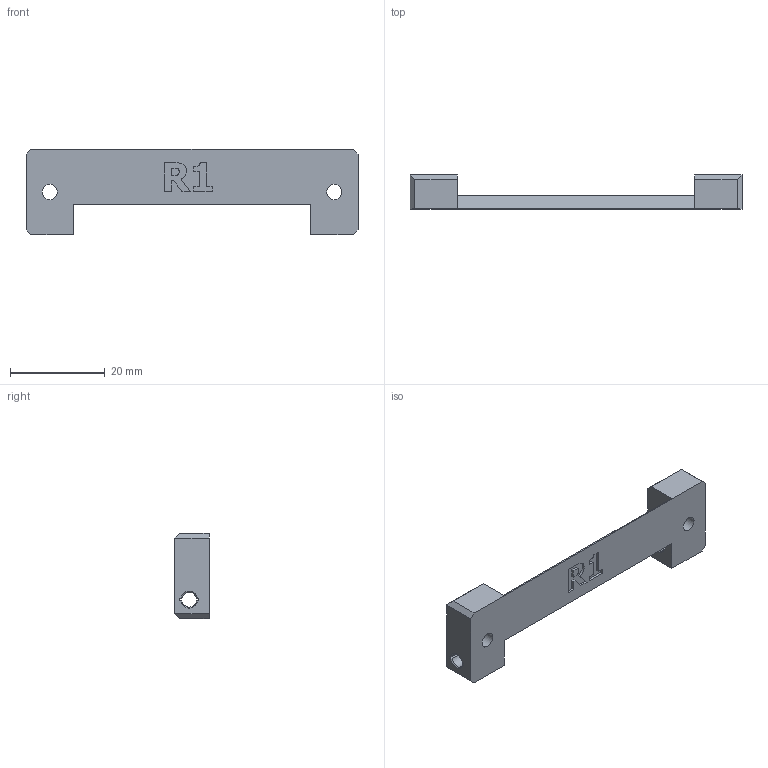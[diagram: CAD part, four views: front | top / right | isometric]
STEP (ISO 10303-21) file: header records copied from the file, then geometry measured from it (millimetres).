
FILE_DESCRIPTION(/* description */ (''),/* implementation_level */ '2;1');
FILE_NAME(/* name */ 'enclosure_hinge-R1.stp',/* time_stamp */ '2023-07-03T09:36:45+02:00',/* author */ ('borek.rajtora'),/* organization */ (''),/* preprocessor_version */ 'ST-DEVELOPER v19',/* originating_system */ 'Autodesk Inventor 2023',/* authorisation */ '');
FILE_SCHEMA (('AUTOMOTIVE_DESIGN { 1 0 10303 214 3 1 1 }'));
Length unit declared in the file: millimetre
Products named in the file (1): enclosure_hinge_test
Bounding box: 70 x 7.2 x 18 mm (x, y, z)
Volume: 3457.9 mm3; surface area: 3115.6 mm2
Topology: 1 solids, 1 shells, 118 faces, 335 edges, 222 vertices
Faces by surface type: plane 83, cylinder 18, bspline 9, cone 8
Full cylindrical faces by diameter (mm): 3.2 x2
Entity records: 3936 total; most frequent: CARTESIAN_POINT 843, ORIENTED_EDGE 670, DIRECTION 589, EDGE_CURVE 335, LINE 229, VECTOR 229, VERTEX_POINT 222, AXIS2_PLACEMENT_3D 180
